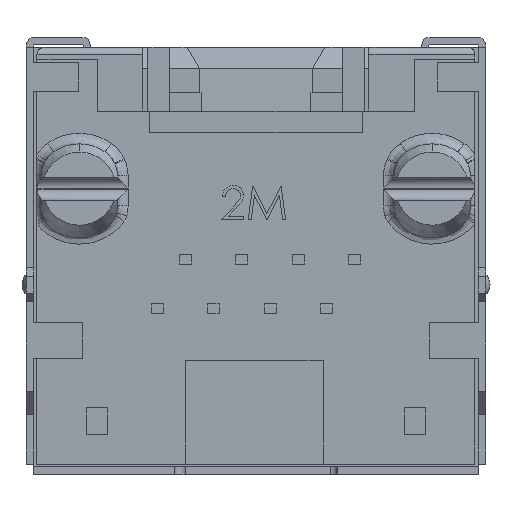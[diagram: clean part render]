
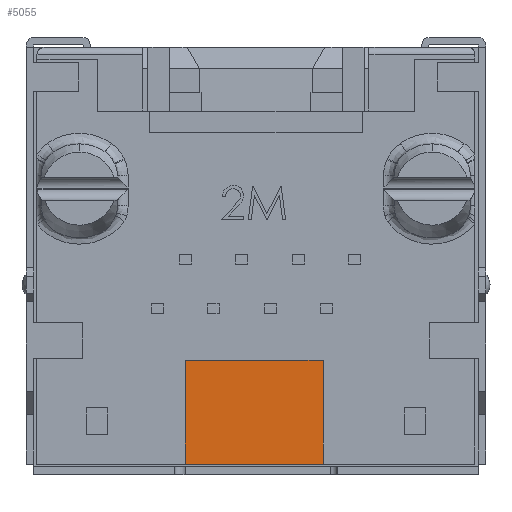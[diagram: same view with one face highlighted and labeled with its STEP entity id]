
A CAD part, front view. The second image highlights one B-rep face of the part: STEP entity #5055.
In plain terms, the highlighted planar face has unit normal (0, -1, 0).
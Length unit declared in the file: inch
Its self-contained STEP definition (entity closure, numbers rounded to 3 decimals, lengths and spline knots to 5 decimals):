
#1228 = FACE_OUTER_BOUND ( 'NONE', #7539, .T. ) ;
#1808 = LINE ( 'NONE', #5758, #30514 ) ;
#2028 = DIRECTION ( 'NONE',  ( 0., 0., -1. ) ) ;
#2945 = ORIENTED_EDGE ( 'NONE', *, *, #33184, .T. ) ;
#4217 = EDGE_CURVE ( 'NONE', #19254, #5990, #6143, .T. ) ;
#4546 = CARTESIAN_POINT ( 'NONE',  ( 0.0926, -0.04591, -0.21495 ) ) ;
#4987 = EDGE_CURVE ( 'NONE', #36765, #19254, #18269, .T. ) ;
#5013 = LINE ( 'NONE', #28540, #34546 ) ;
#5055 = ADVANCED_FACE ( 'NONE', ( #1228 ), #27712, .T. ) ;
#5116 = ORIENTED_EDGE ( 'NONE', *, *, #4987, .T. ) ;
#5758 = CARTESIAN_POINT ( 'NONE',  ( -0.0974, -0.04591, -0.35101 ) ) ;
#5835 = ORIENTED_EDGE ( 'NONE', *, *, #4217, .T. ) ;
#5990 = VERTEX_POINT ( 'NONE', #24632 ) ;
#6143 = LINE ( 'NONE', #16698, #28132 ) ;
#7539 = EDGE_LOOP ( 'NONE', ( #5116, #5835, #18953, #2945 ) ) ;
#8139 = CARTESIAN_POINT ( 'NONE',  ( 0.0926, -0.04591, -0.35101 ) ) ;
#10622 = VECTOR ( 'NONE', #33220, 39.37008 ) ;
#13493 = CARTESIAN_POINT ( 'NONE',  ( 0.0926, -0.04591, -0.20405 ) ) ;
#14357 = DIRECTION ( 'NONE',  ( 0., 0., -1. ) ) ;
#15947 = CARTESIAN_POINT ( 'NONE',  ( -0.10272, -0.04591, -0.35101 ) ) ;
#16698 = CARTESIAN_POINT ( 'NONE',  ( 0.0926, -0.04591, -0.20405 ) ) ;
#17779 = AXIS2_PLACEMENT_3D ( 'NONE', #36293, #19214, #2028 ) ;
#18269 = LINE ( 'NONE', #4546, #10622 ) ;
#18953 = ORIENTED_EDGE ( 'NONE', *, *, #32033, .T. ) ;
#19214 = DIRECTION ( 'NONE',  ( 0., -1., 0. ) ) ;
#19254 = VERTEX_POINT ( 'NONE', #13493 ) ;
#22470 = DIRECTION ( 'NONE',  ( -1., 0., 0. ) ) ;
#24632 = CARTESIAN_POINT ( 'NONE',  ( -0.10272, -0.04591, -0.20405 ) ) ;
#27712 = PLANE ( 'NONE',  #17779 ) ;
#28132 = VECTOR ( 'NONE', #22470, 39.37008 ) ;
#28540 = CARTESIAN_POINT ( 'NONE',  ( -0.10272, -0.04591, -0.35101 ) ) ;
#29801 = VERTEX_POINT ( 'NONE', #15947 ) ;
#30514 = VECTOR ( 'NONE', #34293, 39.37008 ) ;
#32033 = EDGE_CURVE ( 'NONE', #5990, #29801, #5013, .T. ) ;
#33184 = EDGE_CURVE ( 'NONE', #29801, #36765, #1808, .T. ) ;
#33220 = DIRECTION ( 'NONE',  ( 0., 0., 1. ) ) ;
#34293 = DIRECTION ( 'NONE',  ( 1., 0., 0. ) ) ;
#34546 = VECTOR ( 'NONE', #14357, 39.37008 ) ;
#36293 = CARTESIAN_POINT ( 'NONE',  ( -0.0974, -0.04591, -0.21495 ) ) ;
#36765 = VERTEX_POINT ( 'NONE', #8139 ) ;
